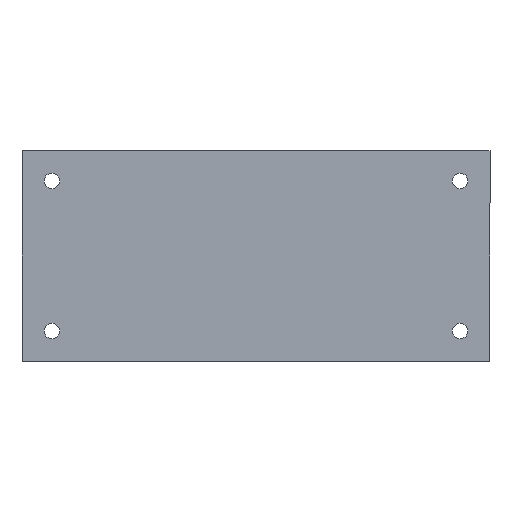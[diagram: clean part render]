
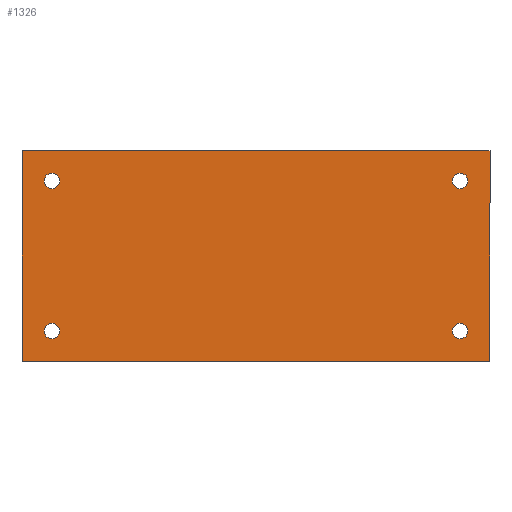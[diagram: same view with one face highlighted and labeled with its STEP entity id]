
A CAD part, front view. The second image highlights one B-rep face of the part: STEP entity #1326.
In plain terms, the highlighted planar face has unit normal (0, -1, 0).
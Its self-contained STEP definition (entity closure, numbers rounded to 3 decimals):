
#53 = DIRECTION ( 'NONE',  ( 0., 1., 0. ) ) ;
#59 = CARTESIAN_POINT ( 'NONE',  ( 45.35, 0., -20.35 ) ) ;
#64 = CARTESIAN_POINT ( 'NONE',  ( 45.35, 0., 20.35 ) ) ;
#71 = DIRECTION ( 'NONE',  ( 0., 0., 1. ) ) ;
#83 = EDGE_CURVE ( 'NONE', #1080, #700, #967, .T. ) ;
#91 = DIRECTION ( 'NONE',  ( 0., 0., 1. ) ) ;
#94 = EDGE_LOOP ( 'NONE', ( #646, #157 ) ) ;
#116 = VERTEX_POINT ( 'NONE', #119 ) ;
#119 = CARTESIAN_POINT ( 'NONE',  ( -39.55, 0., 16.05 ) ) ;
#121 = ORIENTED_EDGE ( 'NONE', *, *, #278, .F. ) ;
#126 = ORIENTED_EDGE ( 'NONE', *, *, #890, .F. ) ;
#151 = CARTESIAN_POINT ( 'NONE',  ( 0., 0., 0. ) ) ;
#157 = ORIENTED_EDGE ( 'NONE', *, *, #251, .T. ) ;
#162 = CARTESIAN_POINT ( 'NONE',  ( 39.55, 0., 13.05 ) ) ;
#166 = DIRECTION ( 'NONE',  ( 0., 0., 1. ) ) ;
#167 = DIRECTION ( 'NONE',  ( 0., 0., -1. ) ) ;
#168 = DIRECTION ( 'NONE',  ( 1., 0., 0. ) ) ;
#195 = CARTESIAN_POINT ( 'NONE',  ( -45.35, 0., -20.35 ) ) ;
#208 = CIRCLE ( 'NONE', #627, 1.5 ) ;
#227 = AXIS2_PLACEMENT_3D ( 'NONE', #1290, #566, #1273 ) ;
#242 = ORIENTED_EDGE ( 'NONE', *, *, #715, .T. ) ;
#251 = EDGE_CURVE ( 'NONE', #116, #824, #267, .T. ) ;
#260 = ORIENTED_EDGE ( 'NONE', *, *, #434, .T. ) ;
#267 = CIRCLE ( 'NONE', #728, 1.5 ) ;
#268 = AXIS2_PLACEMENT_3D ( 'NONE', #482, #385, #888 ) ;
#278 = EDGE_CURVE ( 'NONE', #562, #847, #928, .T. ) ;
#281 = CARTESIAN_POINT ( 'NONE',  ( -45.35, 0., 20.35 ) ) ;
#311 = CIRCLE ( 'NONE', #358, 1.5 ) ;
#357 = DIRECTION ( 'NONE',  ( 0., 1., 0. ) ) ;
#358 = AXIS2_PLACEMENT_3D ( 'NONE', #825, #1285, #963 ) ;
#366 = FACE_BOUND ( 'NONE', #1076, .T. ) ;
#385 = DIRECTION ( 'NONE',  ( 0., 1., 0. ) ) ;
#405 = CARTESIAN_POINT ( 'NONE',  ( 39.55, 0., -16.05 ) ) ;
#434 = EDGE_CURVE ( 'NONE', #1216, #1108, #1277, .T. ) ;
#453 = DIRECTION ( 'NONE',  ( 0., 0., 1. ) ) ;
#457 = DIRECTION ( 'NONE',  ( 0., 1., 0. ) ) ;
#482 = CARTESIAN_POINT ( 'NONE',  ( -39.55, 0., -14.55 ) ) ;
#485 = CARTESIAN_POINT ( 'NONE',  ( -39.55, 0., 13.05 ) ) ;
#509 = CARTESIAN_POINT ( 'NONE',  ( -39.55, 0., 14.55 ) ) ;
#519 = CARTESIAN_POINT ( 'NONE',  ( -39.55, 0., -13.05 ) ) ;
#529 = ORIENTED_EDGE ( 'NONE', *, *, #1053, .F. ) ;
#550 = LINE ( 'NONE', #59, #862 ) ;
#561 = AXIS2_PLACEMENT_3D ( 'NONE', #1329, #910, #829 ) ;
#562 = VERTEX_POINT ( 'NONE', #637 ) ;
#565 = FACE_BOUND ( 'NONE', #94, .T. ) ;
#566 = DIRECTION ( 'NONE',  ( 0., 1., 0. ) ) ;
#612 = EDGE_CURVE ( 'NONE', #1059, #953, #311, .T. ) ;
#627 = AXIS2_PLACEMENT_3D ( 'NONE', #628, #1225, #91 ) ;
#628 = CARTESIAN_POINT ( 'NONE',  ( -39.55, 0., 14.55 ) ) ;
#637 = CARTESIAN_POINT ( 'NONE',  ( -45.35, 0., -20.35 ) ) ;
#646 = ORIENTED_EDGE ( 'NONE', *, *, #1119, .T. ) ;
#654 = DIRECTION ( 'NONE',  ( 0., 0., 1. ) ) ;
#660 = CARTESIAN_POINT ( 'NONE',  ( -45.35, 0., -20.35 ) ) ;
#670 = ORIENTED_EDGE ( 'NONE', *, *, #744, .F. ) ;
#672 = AXIS2_PLACEMENT_3D ( 'NONE', #1094, #986, #71 ) ;
#688 = CIRCLE ( 'NONE', #227, 1.5 ) ;
#694 = EDGE_LOOP ( 'NONE', ( #670, #126, #121, #529 ) ) ;
#700 = VERTEX_POINT ( 'NONE', #1184 ) ;
#710 = LINE ( 'NONE', #195, #840 ) ;
#713 = ORIENTED_EDGE ( 'NONE', *, *, #612, .T. ) ;
#715 = EDGE_CURVE ( 'NONE', #953, #1059, #688, .T. ) ;
#728 = AXIS2_PLACEMENT_3D ( 'NONE', #509, #357, #654 ) ;
#731 = CIRCLE ( 'NONE', #672, 1.5 ) ;
#744 = EDGE_CURVE ( 'NONE', #1287, #826, #550, .T. ) ;
#771 = FACE_BOUND ( 'NONE', #945, .T. ) ;
#780 = CARTESIAN_POINT ( 'NONE',  ( 45.35, 0., -20.35 ) ) ;
#785 = LINE ( 'NONE', #281, #1104 ) ;
#790 = ORIENTED_EDGE ( 'NONE', *, *, #83, .T. ) ;
#822 = DIRECTION ( 'NONE',  ( 0., 0., 1. ) ) ;
#824 = VERTEX_POINT ( 'NONE', #485 ) ;
#825 = CARTESIAN_POINT ( 'NONE',  ( 39.55, 0., 14.55 ) ) ;
#826 = VERTEX_POINT ( 'NONE', #780 ) ;
#828 = CARTESIAN_POINT ( 'NONE',  ( 39.55, 0., 16.05 ) ) ;
#829 = DIRECTION ( 'NONE',  ( 0., 0., 1. ) ) ;
#833 = CARTESIAN_POINT ( 'NONE',  ( -39.55, 0., -14.55 ) ) ;
#840 = VECTOR ( 'NONE', #922, 1000. ) ;
#847 = VERTEX_POINT ( 'NONE', #1307 ) ;
#852 = EDGE_CURVE ( 'NONE', #700, #1080, #731, .T. ) ;
#862 = VECTOR ( 'NONE', #167, 1000. ) ;
#867 = FACE_OUTER_BOUND ( 'NONE', #694, .T. ) ;
#883 = AXIS2_PLACEMENT_3D ( 'NONE', #151, #53, #166 ) ;
#888 = DIRECTION ( 'NONE',  ( 0., 0., 1. ) ) ;
#890 = EDGE_CURVE ( 'NONE', #847, #1287, #785, .T. ) ;
#894 = ORIENTED_EDGE ( 'NONE', *, *, #1246, .T. ) ;
#910 = DIRECTION ( 'NONE',  ( 0., 1., 0. ) ) ;
#922 = DIRECTION ( 'NONE',  ( -1., 0., 0. ) ) ;
#926 = VECTOR ( 'NONE', #822, 1000. ) ;
#928 = LINE ( 'NONE', #660, #926 ) ;
#945 = EDGE_LOOP ( 'NONE', ( #790, #1052 ) ) ;
#953 = VERTEX_POINT ( 'NONE', #162 ) ;
#963 = DIRECTION ( 'NONE',  ( 0., 0., 1. ) ) ;
#965 = EDGE_LOOP ( 'NONE', ( #242, #713 ) ) ;
#967 = CIRCLE ( 'NONE', #561, 1.5 ) ;
#968 = PLANE ( 'NONE',  #883 ) ;
#986 = DIRECTION ( 'NONE',  ( 0., 1., 0. ) ) ;
#1020 = AXIS2_PLACEMENT_3D ( 'NONE', #833, #457, #453 ) ;
#1052 = ORIENTED_EDGE ( 'NONE', *, *, #852, .T. ) ;
#1053 = EDGE_CURVE ( 'NONE', #826, #562, #710, .T. ) ;
#1059 = VERTEX_POINT ( 'NONE', #828 ) ;
#1076 = EDGE_LOOP ( 'NONE', ( #260, #894 ) ) ;
#1080 = VERTEX_POINT ( 'NONE', #405 ) ;
#1094 = CARTESIAN_POINT ( 'NONE',  ( 39.55, 0., -14.55 ) ) ;
#1104 = VECTOR ( 'NONE', #168, 1000. ) ;
#1108 = VERTEX_POINT ( 'NONE', #519 ) ;
#1119 = EDGE_CURVE ( 'NONE', #824, #116, #208, .T. ) ;
#1184 = CARTESIAN_POINT ( 'NONE',  ( 39.55, 0., -13.05 ) ) ;
#1216 = VERTEX_POINT ( 'NONE', #1266 ) ;
#1225 = DIRECTION ( 'NONE',  ( 0., 1., 0. ) ) ;
#1246 = EDGE_CURVE ( 'NONE', #1108, #1216, #1320, .T. ) ;
#1266 = CARTESIAN_POINT ( 'NONE',  ( -39.55, 0., -16.05 ) ) ;
#1273 = DIRECTION ( 'NONE',  ( 0., 0., 1. ) ) ;
#1277 = CIRCLE ( 'NONE', #268, 1.5 ) ;
#1284 = FACE_BOUND ( 'NONE', #965, .T. ) ;
#1285 = DIRECTION ( 'NONE',  ( 0., 1., 0. ) ) ;
#1287 = VERTEX_POINT ( 'NONE', #64 ) ;
#1290 = CARTESIAN_POINT ( 'NONE',  ( 39.55, 0., 14.55 ) ) ;
#1307 = CARTESIAN_POINT ( 'NONE',  ( -45.35, 0., 20.35 ) ) ;
#1320 = CIRCLE ( 'NONE', #1020, 1.5 ) ;
#1326 = ADVANCED_FACE ( 'NONE', ( #867, #366, #771, #565, #1284 ), #968, .F. ) ;
#1329 = CARTESIAN_POINT ( 'NONE',  ( 39.55, 0., -14.55 ) ) ;
